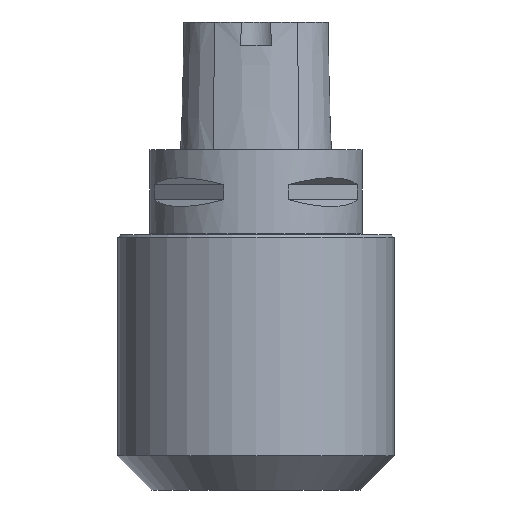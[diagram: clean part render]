
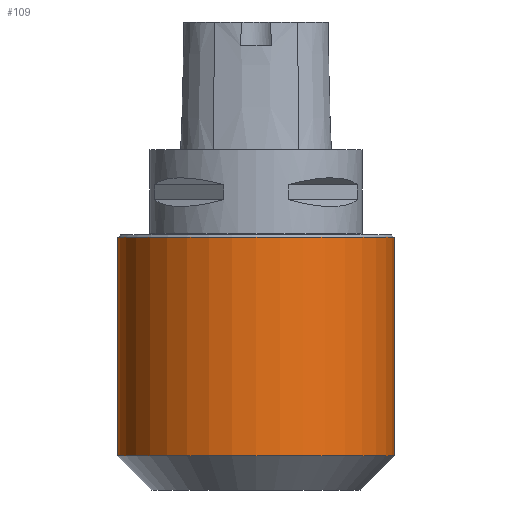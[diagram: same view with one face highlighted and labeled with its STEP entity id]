
A CAD part, front view. The second image highlights one B-rep face of the part: STEP entity #109.
In plain terms, the highlighted cylindrical face has radius 32.5 mm (diameter 65 mm), a full revolution.
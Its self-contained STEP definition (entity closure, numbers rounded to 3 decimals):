
#109=ADVANCED_FACE('AR_BY_CN_IB_SU_3',(#151,#152),#113,.T.);
#113=CYLINDRICAL_SURFACE('',#530,32.5);
#133=CIRCLE('',#522,32.5);
#136=CIRCLE('',#528,32.5);
#151=FACE_BOUND('',#191,.T.);
#152=FACE_BOUND('',#192,.T.);
#191=EDGE_LOOP('',(#309));
#192=EDGE_LOOP('',(#310));
#309=ORIENTED_EDGE('',*,*,#403,.F.);
#310=ORIENTED_EDGE('',*,*,#406,.T.);
#348=VERTEX_POINT('',#802);
#351=VERTEX_POINT('',#811);
#403=EDGE_CURVE('',#348,#348,#133,.T.);
#406=EDGE_CURVE('',#351,#351,#136,.T.);
#522=AXIS2_PLACEMENT_3D('',#801,#662,#663);
#528=AXIS2_PLACEMENT_3D('',#810,#674,#675);
#530=AXIS2_PLACEMENT_3D('',#813,#678,#679);
#662=DIRECTION('',(0.,0.,1.));
#663=DIRECTION('',(1.,0.,0.));
#674=DIRECTION('',(0.,0.,1.));
#675=DIRECTION('',(1.,0.,0.));
#678=DIRECTION('',(0.,0.,1.));
#679=DIRECTION('',(1.,0.,0.));
#801=CARTESIAN_POINT('',(0.,0.,-20.6));
#802=CARTESIAN_POINT('',(32.5,0.,-20.6));
#810=CARTESIAN_POINT('',(0.,0.,-72.));
#811=CARTESIAN_POINT('',(32.5,0.,-72.));
#813=CARTESIAN_POINT('',(0.,0.,-80.));
